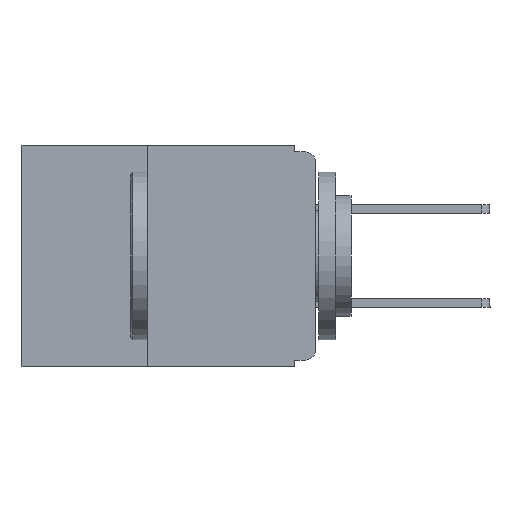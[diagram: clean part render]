
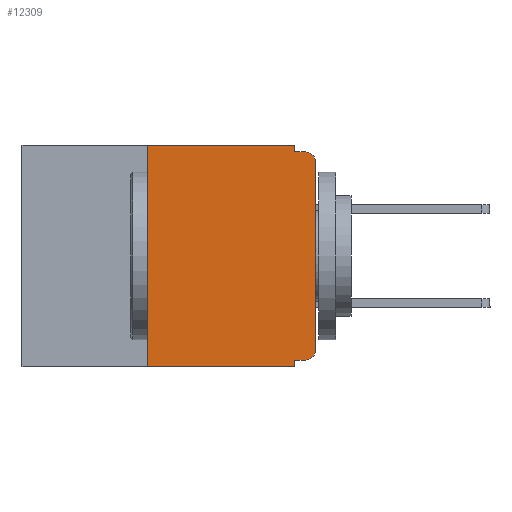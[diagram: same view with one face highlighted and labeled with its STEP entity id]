
A CAD part, left-side view. The second image highlights one B-rep face of the part: STEP entity #12309.
In plain terms, the highlighted planar face has unit normal (-1, 0, 0).
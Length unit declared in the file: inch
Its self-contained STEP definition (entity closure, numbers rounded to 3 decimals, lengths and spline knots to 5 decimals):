
#374 = CARTESIAN_POINT ( 'NONE',  ( 0., 0.015, -0.01 ) ) ;
#1128 = FACE_OUTER_BOUND ( 'NONE', #9294, .T. ) ;
#1615 = PLANE ( 'NONE',  #13596 ) ;
#1616 = DIRECTION ( 'NONE',  ( 0., 0., -1. ) ) ;
#1671 = CARTESIAN_POINT ( 'NONE',  ( 0., 0., -0.32 ) ) ;
#1727 = CARTESIAN_POINT ( 'NONE',  ( 0., 0.25, -0.33 ) ) ;
#1847 = VECTOR ( 'NONE', #11360, 39.37008 ) ;
#1924 = EDGE_CURVE ( 'NONE', #16213, #16075, #3979, .T. ) ;
#2017 = LINE ( 'NONE', #9283, #8866 ) ;
#2488 = DIRECTION ( 'NONE',  ( 0., 0., -1. ) ) ;
#3053 = CARTESIAN_POINT ( 'NONE',  ( 0., 0.031, -0.32 ) ) ;
#3081 = ORIENTED_EDGE ( 'NONE', *, *, #13303, .T. ) ;
#3356 = VERTEX_POINT ( 'NONE', #9910 ) ;
#3403 = CARTESIAN_POINT ( 'NONE',  ( 0., 0., -0.305 ) ) ;
#3653 = EDGE_CURVE ( 'NONE', #12347, #9079, #9138, .T. ) ;
#3850 = CARTESIAN_POINT ( 'NONE',  ( 0., 0.437, 0. ) ) ;
#3979 = CIRCLE ( 'NONE', #16085, 0.015 ) ;
#3992 = CARTESIAN_POINT ( 'NONE',  ( 0., 0.031, 0. ) ) ;
#4214 = DIRECTION ( 'NONE',  ( 0., 0., -1. ) ) ;
#4320 = DIRECTION ( 'NONE',  ( 0., 0., 1. ) ) ;
#4464 = DIRECTION ( 'NONE',  ( 0., 1., 0. ) ) ;
#4553 = VECTOR ( 'NONE', #4464, 39.37008 ) ;
#4582 = EDGE_CURVE ( 'NONE', #3356, #4900, #8738, .T. ) ;
#4900 = VERTEX_POINT ( 'NONE', #3992 ) ;
#4927 = CARTESIAN_POINT ( 'NONE',  ( 0., 0.015, -0.305 ) ) ;
#4936 = VECTOR ( 'NONE', #16176, 39.37008 ) ;
#5036 = ORIENTED_EDGE ( 'NONE', *, *, #6805, .T. ) ;
#5446 = ORIENTED_EDGE ( 'NONE', *, *, #1924, .T. ) ;
#5613 = AXIS2_PLACEMENT_3D ( 'NONE', #4927, #13729, #6226 ) ;
#5703 = LINE ( 'NONE', #8770, #1847 ) ;
#5831 = CARTESIAN_POINT ( 'NONE',  ( 0., 0., -0.025 ) ) ;
#5881 = ORIENTED_EDGE ( 'NONE', *, *, #14633, .F. ) ;
#5998 = VECTOR ( 'NONE', #7046, 39.37008 ) ;
#6101 = CARTESIAN_POINT ( 'NONE',  ( 0., 0.031, -0.01 ) ) ;
#6226 = DIRECTION ( 'NONE',  ( 0., 0., -1. ) ) ;
#6255 = VERTEX_POINT ( 'NONE', #6101 ) ;
#6696 = ORIENTED_EDGE ( 'NONE', *, *, #4582, .F. ) ;
#6805 = EDGE_CURVE ( 'NONE', #15065, #16213, #8424, .T. ) ;
#7046 = DIRECTION ( 'NONE',  ( 0., -1., 0. ) ) ;
#7229 = VECTOR ( 'NONE', #9667, 39.37008 ) ;
#7762 = ORIENTED_EDGE ( 'NONE', *, *, #12351, .F. ) ;
#8094 = CARTESIAN_POINT ( 'NONE',  ( 0., 0.015, -0.32 ) ) ;
#8366 = ORIENTED_EDGE ( 'NONE', *, *, #11490, .T. ) ;
#8424 = LINE ( 'NONE', #10080, #7229 ) ;
#8738 = LINE ( 'NONE', #3850, #4936 ) ;
#8770 = CARTESIAN_POINT ( 'NONE',  ( 0., 0., -0.01 ) ) ;
#8866 = VECTOR ( 'NONE', #1616, 39.37008 ) ;
#9003 = EDGE_CURVE ( 'NONE', #9079, #14538, #14555, .T. ) ;
#9079 = VERTEX_POINT ( 'NONE', #3053 ) ;
#9082 = ORIENTED_EDGE ( 'NONE', *, *, #9003, .F. ) ;
#9138 = LINE ( 'NONE', #1671, #4553 ) ;
#9283 = CARTESIAN_POINT ( 'NONE',  ( 0., 0.031, 0. ) ) ;
#9292 = ORIENTED_EDGE ( 'NONE', *, *, #3653, .F. ) ;
#9294 = EDGE_LOOP ( 'NONE', ( #5036, #5446, #5881, #10146, #6696, #7762, #8366, #9082, #9292, #3081 ) ) ;
#9320 = CARTESIAN_POINT ( 'NONE',  ( 0., 0.031, -0.33 ) ) ;
#9507 = CIRCLE ( 'NONE', #5613, 0.015 ) ;
#9667 = DIRECTION ( 'NONE',  ( 0., 0., 1. ) ) ;
#9910 = CARTESIAN_POINT ( 'NONE',  ( 0., 0.25, 0. ) ) ;
#10080 = CARTESIAN_POINT ( 'NONE',  ( 0., 0., 0. ) ) ;
#10146 = ORIENTED_EDGE ( 'NONE', *, *, #14829, .F. ) ;
#10533 = CARTESIAN_POINT ( 'NONE',  ( 0., 0.437, 0. ) ) ;
#10868 = VECTOR ( 'NONE', #15528, 39.37008 ) ;
#10934 = VERTEX_POINT ( 'NONE', #14587 ) ;
#11360 = DIRECTION ( 'NONE',  ( 0., -1., 0. ) ) ;
#11490 = EDGE_CURVE ( 'NONE', #10934, #14538, #13057, .T. ) ;
#11763 = DIRECTION ( 'NONE',  ( 1., 0., 0. ) ) ;
#12309 = ADVANCED_FACE ( 'NONE', ( #1128 ), #1615, .F. ) ;
#12347 = VERTEX_POINT ( 'NONE', #8094 ) ;
#12351 = EDGE_CURVE ( 'NONE', #10934, #3356, #16082, .T. ) ;
#12859 = VECTOR ( 'NONE', #4320, 39.37008 ) ;
#13057 = LINE ( 'NONE', #15721, #5998 ) ;
#13303 = EDGE_CURVE ( 'NONE', #12347, #15065, #9507, .T. ) ;
#13596 = AXIS2_PLACEMENT_3D ( 'NONE', #10533, #11763, #4214 ) ;
#13662 = CARTESIAN_POINT ( 'NONE',  ( 0., 0.031, -0.33 ) ) ;
#13729 = DIRECTION ( 'NONE',  ( -1., 0., 0. ) ) ;
#14202 = DIRECTION ( 'NONE',  ( -1., 0., 0. ) ) ;
#14245 = CARTESIAN_POINT ( 'NONE',  ( 0., 0.015, -0.025 ) ) ;
#14538 = VERTEX_POINT ( 'NONE', #13662 ) ;
#14555 = LINE ( 'NONE', #9320, #10868 ) ;
#14587 = CARTESIAN_POINT ( 'NONE',  ( 0., 0.25, -0.33 ) ) ;
#14633 = EDGE_CURVE ( 'NONE', #6255, #16075, #5703, .T. ) ;
#14829 = EDGE_CURVE ( 'NONE', #4900, #6255, #2017, .T. ) ;
#15065 = VERTEX_POINT ( 'NONE', #3403 ) ;
#15528 = DIRECTION ( 'NONE',  ( 0., 0., -1. ) ) ;
#15721 = CARTESIAN_POINT ( 'NONE',  ( 0., 0.437, -0.33 ) ) ;
#16075 = VERTEX_POINT ( 'NONE', #374 ) ;
#16082 = LINE ( 'NONE', #1727, #12859 ) ;
#16085 = AXIS2_PLACEMENT_3D ( 'NONE', #14245, #14202, #2488 ) ;
#16176 = DIRECTION ( 'NONE',  ( 0., -1., 0. ) ) ;
#16213 = VERTEX_POINT ( 'NONE', #5831 ) ;
